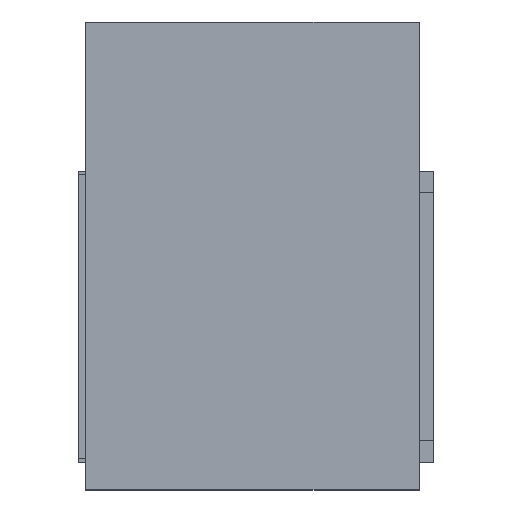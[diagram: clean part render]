
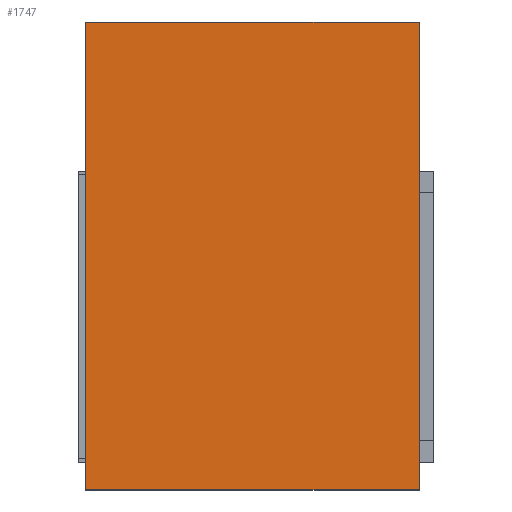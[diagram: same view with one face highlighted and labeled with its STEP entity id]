
A CAD part, top view. The second image highlights one B-rep face of the part: STEP entity #1747.
In plain terms, the highlighted planar face has unit normal (0, 0, 1).
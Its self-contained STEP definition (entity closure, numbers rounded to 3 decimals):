
#10 = VERTEX_POINT ( 'NONE', #139 ) ;
#139 = CARTESIAN_POINT ( 'NONE',  ( 24., 31., 34.6 ) ) ;
#198 = LINE ( 'NONE', #1701, #635 ) ;
#245 = CARTESIAN_POINT ( 'NONE',  ( 0.5, -2., 34.6 ) ) ;
#336 = EDGE_CURVE ( 'NONE', #2822, #10, #464, .T. ) ;
#372 = EDGE_LOOP ( 'NONE', ( #810, #933, #748, #1198 ) ) ;
#464 = LINE ( 'NONE', #1324, #2097 ) ;
#504 = VECTOR ( 'NONE', #2190, 1000. ) ;
#635 = VECTOR ( 'NONE', #1725, 1000. ) ;
#748 = ORIENTED_EDGE ( 'NONE', *, *, #2508, .T. ) ;
#810 = ORIENTED_EDGE ( 'NONE', *, *, #336, .T. ) ;
#885 = DIRECTION ( 'NONE',  ( 0., 1., 0. ) ) ;
#895 = EDGE_CURVE ( 'NONE', #1176, #2822, #2086, .T. ) ;
#898 = AXIS2_PLACEMENT_3D ( 'NONE', #2815, #2392, #1903 ) ;
#904 = CARTESIAN_POINT ( 'NONE',  ( 0.5, 31., 34.6 ) ) ;
#933 = ORIENTED_EDGE ( 'NONE', *, *, #2504, .T. ) ;
#1176 = VERTEX_POINT ( 'NONE', #245 ) ;
#1198 = ORIENTED_EDGE ( 'NONE', *, *, #895, .T. ) ;
#1256 = PLANE ( 'NONE',  #898 ) ;
#1307 = FACE_OUTER_BOUND ( 'NONE', #372, .T. ) ;
#1324 = CARTESIAN_POINT ( 'NONE',  ( 24., 31., 34.6 ) ) ;
#1453 = DIRECTION ( 'NONE',  ( 1., 0., 0. ) ) ;
#1624 = VECTOR ( 'NONE', #1453, 1000. ) ;
#1689 = CARTESIAN_POINT ( 'NONE',  ( 0.5, 31., 34.6 ) ) ;
#1701 = CARTESIAN_POINT ( 'NONE',  ( 24., 31., 34.6 ) ) ;
#1725 = DIRECTION ( 'NONE',  ( -1., 0., 0. ) ) ;
#1747 = ADVANCED_FACE ( 'NONE', ( #1307 ), #1256, .F. ) ;
#1848 = VERTEX_POINT ( 'NONE', #904 ) ;
#1903 = DIRECTION ( 'NONE',  ( -1., 0., 0. ) ) ;
#2086 = LINE ( 'NONE', #2265, #1624 ) ;
#2097 = VECTOR ( 'NONE', #885, 1000. ) ;
#2171 = CARTESIAN_POINT ( 'NONE',  ( 24., -2., 34.6 ) ) ;
#2190 = DIRECTION ( 'NONE',  ( 0., -1., 0. ) ) ;
#2265 = CARTESIAN_POINT ( 'NONE',  ( 24., -2., 34.6 ) ) ;
#2377 = LINE ( 'NONE', #1689, #504 ) ;
#2392 = DIRECTION ( 'NONE',  ( 0., 0., -1. ) ) ;
#2504 = EDGE_CURVE ( 'NONE', #10, #1848, #198, .T. ) ;
#2508 = EDGE_CURVE ( 'NONE', #1848, #1176, #2377, .T. ) ;
#2815 = CARTESIAN_POINT ( 'NONE',  ( 0., 0., 34.6 ) ) ;
#2822 = VERTEX_POINT ( 'NONE', #2171 ) ;
